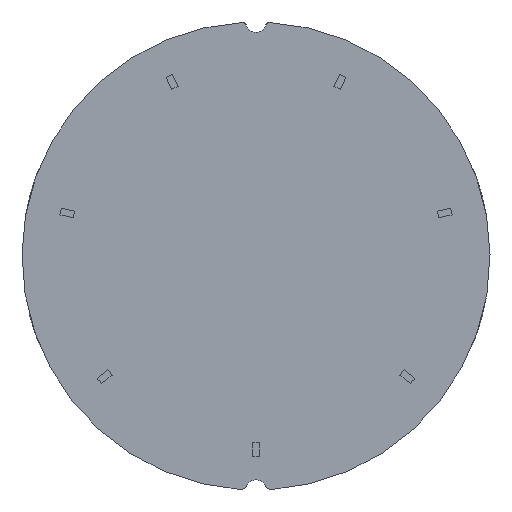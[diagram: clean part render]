
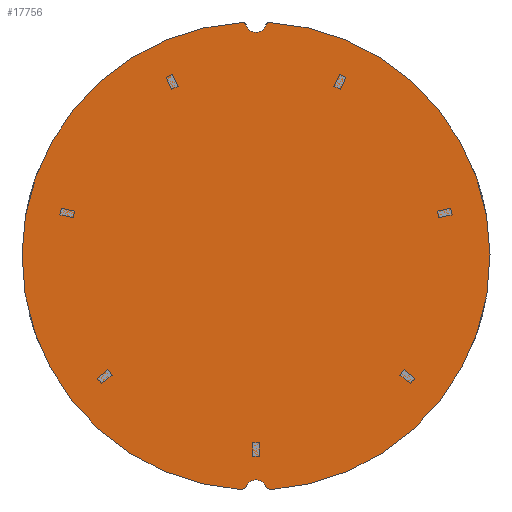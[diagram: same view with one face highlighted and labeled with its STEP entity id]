
A CAD part, front view. The second image highlights one B-rep face of the part: STEP entity #17756.
In plain terms, the highlighted planar face has unit normal (0, -1, 0).
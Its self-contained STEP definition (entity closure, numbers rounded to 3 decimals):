
#367 = VERTEX_POINT ( 'NONE', #1714 ) ;
#580 = VERTEX_POINT ( 'NONE', #7028 ) ;
#677 = EDGE_CURVE ( 'NONE', #15237, #580, #1197, .T. ) ;
#746 = DIRECTION ( 'NONE',  ( 0., 1., 0. ) ) ;
#1002 = AXIS2_PLACEMENT_3D ( 'NONE', #20791, #6897, #8933 ) ;
#1179 = CARTESIAN_POINT ( 'NONE',  ( 1.448, 0., 33.974 ) ) ;
#1197 = CIRCLE ( 'NONE', #17504, 1. ) ;
#1328 = EDGE_CURVE ( 'NONE', #9730, #367, #20467, .T. ) ;
#1410 = EDGE_CURVE ( 'NONE', #15805, #24030, #9480, .T. ) ;
#1714 = CARTESIAN_POINT ( 'NONE',  ( -2.324, 0., -34.323 ) ) ;
#2013 = ORIENTED_EDGE ( 'NONE', *, *, #3258, .T. ) ;
#2230 = CIRCLE ( 'NONE', #16466, 1. ) ;
#2288 = DIRECTION ( 'NONE',  ( 0., 0., 1. ) ) ;
#2430 = DIRECTION ( 'NONE',  ( 0., 1., 0. ) ) ;
#2476 = EDGE_CURVE ( 'NONE', #367, #24496, #20794, .T. ) ;
#2562 = ORIENTED_EDGE ( 'NONE', *, *, #677, .T. ) ;
#3228 = DIRECTION ( 'NONE',  ( 0., -1., 0. ) ) ;
#3258 = EDGE_CURVE ( 'NONE', #24030, #22393, #16458, .T. ) ;
#3446 = AXIS2_PLACEMENT_3D ( 'NONE', #10287, #17576, #21632 ) ;
#3548 = CARTESIAN_POINT ( 'NONE',  ( 1.354, 0., -33.756 ) ) ;
#3599 = DIRECTION ( 'NONE',  ( 0., 1., 0. ) ) ;
#3600 = CARTESIAN_POINT ( 'NONE',  ( 2.257, 0., -33.326 ) ) ;
#3894 = EDGE_CURVE ( 'NONE', #20103, #9730, #16066, .T. ) ;
#4245 = CIRCLE ( 'NONE', #20930, 0.5 ) ;
#4576 = DIRECTION ( 'NONE',  ( 0., 0., 1. ) ) ;
#4862 = VERTEX_POINT ( 'NONE', #10818 ) ;
#5071 = AXIS2_PLACEMENT_3D ( 'NONE', #6247, #2430, #4576 ) ;
#5863 = ORIENTED_EDGE ( 'NONE', *, *, #21376, .F. ) ;
#6247 = CARTESIAN_POINT ( 'NONE',  ( -2.257, 0., -33.326 ) ) ;
#6268 = CIRCLE ( 'NONE', #11952, 1.5 ) ;
#6897 = DIRECTION ( 'NONE',  ( 0., 1., 0. ) ) ;
#7028 = CARTESIAN_POINT ( 'NONE',  ( 2.257, 0., -34.326 ) ) ;
#7040 = CARTESIAN_POINT ( 'NONE',  ( -1.959, 0., 34.342 ) ) ;
#7126 = ORIENTED_EDGE ( 'NONE', *, *, #10023, .T. ) ;
#7539 = DIRECTION ( 'NONE',  ( 0., -1., 0. ) ) ;
#8327 = EDGE_LOOP ( 'NONE', ( #7126, #24952, #14245, #21504, #24371, #2562, #10364, #5863, #16183, #17705, #2013 ) ) ;
#8391 = CARTESIAN_POINT ( 'NONE',  ( 0., 0., 34.367 ) ) ;
#8933 = DIRECTION ( 'NONE',  ( 0., 0., 1. ) ) ;
#8963 = CARTESIAN_POINT ( 'NONE',  ( -1.448, 0., 33.974 ) ) ;
#9115 = VERTEX_POINT ( 'NONE', #21581 ) ;
#9480 = CIRCLE ( 'NONE', #15184, 1.5 ) ;
#9730 = VERTEX_POINT ( 'NONE', #22553 ) ;
#10023 = EDGE_CURVE ( 'NONE', #22393, #24496, #15410, .T. ) ;
#10287 = CARTESIAN_POINT ( 'NONE',  ( 0., 0., 34.367 ) ) ;
#10364 = ORIENTED_EDGE ( 'NONE', *, *, #21995, .T. ) ;
#10719 = DIRECTION ( 'NONE',  ( 0., -1., 0. ) ) ;
#10818 = CARTESIAN_POINT ( 'NONE',  ( 1.959, 0., 34.342 ) ) ;
#11366 = DIRECTION ( 'NONE',  ( 0., 0., 1. ) ) ;
#11844 = DIRECTION ( 'NONE',  ( 0., 1., 0. ) ) ;
#11952 = AXIS2_PLACEMENT_3D ( 'NONE', #13927, #21699, #17881 ) ;
#11992 = CIRCLE ( 'NONE', #1002, 34.4 ) ;
#12649 = CARTESIAN_POINT ( 'NONE',  ( -1.93, 0., 33.843 ) ) ;
#12661 = CARTESIAN_POINT ( 'NONE',  ( -1.354, 0., -33.756 ) ) ;
#13269 = PLANE ( 'NONE',  #18622 ) ;
#13927 = CARTESIAN_POINT ( 'NONE',  ( 0., 0., -34.401 ) ) ;
#14245 = ORIENTED_EDGE ( 'NONE', *, *, #1328, .F. ) ;
#15184 = AXIS2_PLACEMENT_3D ( 'NONE', #8391, #18207, #16418 ) ;
#15237 = VERTEX_POINT ( 'NONE', #3548 ) ;
#15410 = CIRCLE ( 'NONE', #21110, 0.5 ) ;
#15805 = VERTEX_POINT ( 'NONE', #1179 ) ;
#16047 = CARTESIAN_POINT ( 'NONE',  ( -2.257, 0., -33.326 ) ) ;
#16066 = CIRCLE ( 'NONE', #5071, 1. ) ;
#16183 = ORIENTED_EDGE ( 'NONE', *, *, #19633, .F. ) ;
#16339 = CARTESIAN_POINT ( 'NONE',  ( 2.257, 0., -33.326 ) ) ;
#16348 = DIRECTION ( 'NONE',  ( 0., 0., 1. ) ) ;
#16418 = DIRECTION ( 'NONE',  ( 0., 0., 1. ) ) ;
#16424 = DIRECTION ( 'NONE',  ( 0., 0., 1. ) ) ;
#16458 = CIRCLE ( 'NONE', #3446, 1.5 ) ;
#16466 = AXIS2_PLACEMENT_3D ( 'NONE', #16339, #10719, #24227 ) ;
#17504 = AXIS2_PLACEMENT_3D ( 'NONE', #3600, #7539, #22951 ) ;
#17555 = AXIS2_PLACEMENT_3D ( 'NONE', #17808, #17689, #21750 ) ;
#17576 = DIRECTION ( 'NONE',  ( 0., 1., 0. ) ) ;
#17689 = DIRECTION ( 'NONE',  ( 0., 1., 0. ) ) ;
#17705 = ORIENTED_EDGE ( 'NONE', *, *, #1410, .T. ) ;
#17756 = ADVANCED_FACE ( 'NONE', ( #22950 ), #13269, .F. ) ;
#17808 = CARTESIAN_POINT ( 'NONE',  ( 0., 0., -0.002 ) ) ;
#17881 = DIRECTION ( 'NONE',  ( 0., 0., 1. ) ) ;
#18207 = DIRECTION ( 'NONE',  ( 0., 1., 0. ) ) ;
#18622 = AXIS2_PLACEMENT_3D ( 'NONE', #23082, #3599, #11366 ) ;
#18840 = EDGE_CURVE ( 'NONE', #20103, #15237, #6268, .T. ) ;
#19633 = EDGE_CURVE ( 'NONE', #15805, #4862, #4245, .T. ) ;
#19661 = AXIS2_PLACEMENT_3D ( 'NONE', #16047, #11844, #2288 ) ;
#20103 = VERTEX_POINT ( 'NONE', #12661 ) ;
#20255 = CARTESIAN_POINT ( 'NONE',  ( 1.93, 0., 33.843 ) ) ;
#20467 = CIRCLE ( 'NONE', #19661, 1. ) ;
#20791 = CARTESIAN_POINT ( 'NONE',  ( 0., 0., -0.002 ) ) ;
#20794 = CIRCLE ( 'NONE', #17555, 34.4 ) ;
#20930 = AXIS2_PLACEMENT_3D ( 'NONE', #20255, #746, #16424 ) ;
#21110 = AXIS2_PLACEMENT_3D ( 'NONE', #12649, #3228, #16348 ) ;
#21376 = EDGE_CURVE ( 'NONE', #4862, #9115, #11992, .T. ) ;
#21504 = ORIENTED_EDGE ( 'NONE', *, *, #3894, .F. ) ;
#21581 = CARTESIAN_POINT ( 'NONE',  ( 2.324, 0., -34.323 ) ) ;
#21632 = DIRECTION ( 'NONE',  ( 0., 0., 1. ) ) ;
#21699 = DIRECTION ( 'NONE',  ( 0., 1., 0. ) ) ;
#21750 = DIRECTION ( 'NONE',  ( 0., 0., 1. ) ) ;
#21995 = EDGE_CURVE ( 'NONE', #580, #9115, #2230, .T. ) ;
#22393 = VERTEX_POINT ( 'NONE', #8963 ) ;
#22553 = CARTESIAN_POINT ( 'NONE',  ( -2.257, 0., -34.326 ) ) ;
#22950 = FACE_OUTER_BOUND ( 'NONE', #8327, .T. ) ;
#22951 = DIRECTION ( 'NONE',  ( 0., 0., 1. ) ) ;
#23082 = CARTESIAN_POINT ( 'NONE',  ( 0., 0., 0. ) ) ;
#23187 = CARTESIAN_POINT ( 'NONE',  ( 0., 0., 32.867 ) ) ;
#24030 = VERTEX_POINT ( 'NONE', #23187 ) ;
#24227 = DIRECTION ( 'NONE',  ( 0., 0., 1. ) ) ;
#24371 = ORIENTED_EDGE ( 'NONE', *, *, #18840, .T. ) ;
#24496 = VERTEX_POINT ( 'NONE', #7040 ) ;
#24952 = ORIENTED_EDGE ( 'NONE', *, *, #2476, .F. ) ;
